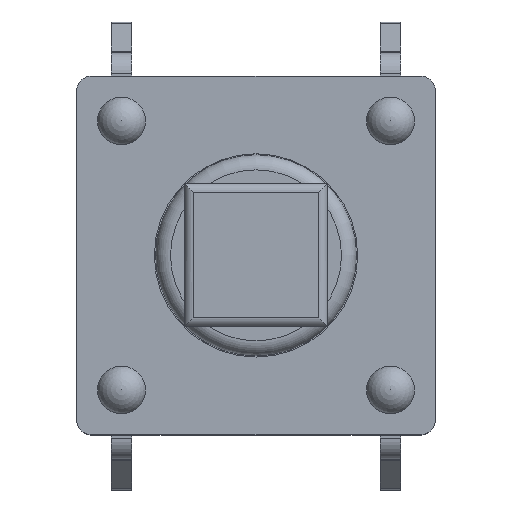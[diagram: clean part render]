
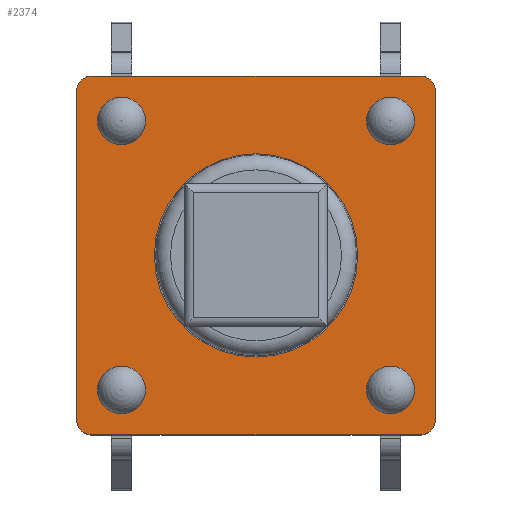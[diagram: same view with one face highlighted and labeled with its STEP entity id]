
A CAD part, top view. The second image highlights one B-rep face of the part: STEP entity #2374.
In plain terms, the highlighted planar face has unit normal (0, 0, 1).
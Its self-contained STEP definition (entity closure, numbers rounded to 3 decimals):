
#2108=CARTESIAN_POINT('',(0.25,-6.0,3.6));
#2109=VERTEX_POINT('',#2108);
#2116=CARTESIAN_POINT('',(0.,-5.75,3.6));
#2117=VERTEX_POINT('',#2116);
#2118=CARTESIAN_POINT('',(0.25,-5.75,3.6));
#2119=DIRECTION('',(0.0,0.0,1.0));
#2120=DIRECTION('',(1.0,0.0,-0.0));
#2121=AXIS2_PLACEMENT_3D('',#2118,#2119,#2120);
#2122=CIRCLE('',#2121,0.25);
#2123=EDGE_CURVE('',#2117,#2109,#2122,.T.);
#2147=CARTESIAN_POINT('',(5.75,-6.0,3.6));
#2148=VERTEX_POINT('',#2147);
#2155=CARTESIAN_POINT('',(0.25,-6.0,3.6));
#2156=DIRECTION('',(1.0,0.0,-0.0));
#2157=VECTOR('',#2156,5.5);
#2158=LINE('',#2155,#2157);
#2159=EDGE_CURVE('',#2109,#2148,#2158,.T.);
#2179=CARTESIAN_POINT('',(6.0,-5.75,3.6));
#2180=VERTEX_POINT('',#2179);
#2187=CARTESIAN_POINT('',(5.75,-5.75,3.6));
#2188=DIRECTION('',(0.0,0.0,1.0));
#2189=DIRECTION('',(1.0,0.0,-0.0));
#2190=AXIS2_PLACEMENT_3D('',#2187,#2188,#2189);
#2191=CIRCLE('',#2190,0.25);
#2192=EDGE_CURVE('',#2148,#2180,#2191,.T.);
#2211=CARTESIAN_POINT('',(6.0,-0.25,3.6));
#2212=VERTEX_POINT('',#2211);
#2219=CARTESIAN_POINT('',(6.0,-5.75,3.6));
#2220=DIRECTION('',(0.,1.0,0.0));
#2221=VECTOR('',#2220,5.5);
#2222=LINE('',#2219,#2221);
#2223=EDGE_CURVE('',#2180,#2212,#2222,.T.);
#2243=CARTESIAN_POINT('',(5.75,0.0,3.6));
#2244=VERTEX_POINT('',#2243);
#2251=CARTESIAN_POINT('',(5.75,-0.25,3.6));
#2252=DIRECTION('',(0.0,0.0,1.0));
#2253=DIRECTION('',(1.0,0.0,-0.0));
#2254=AXIS2_PLACEMENT_3D('',#2251,#2252,#2253);
#2255=CIRCLE('',#2254,0.25);
#2256=EDGE_CURVE('',#2212,#2244,#2255,.T.);
#2275=CARTESIAN_POINT('',(0.25,0.,3.6));
#2276=VERTEX_POINT('',#2275);
#2283=CARTESIAN_POINT('',(5.75,0.0,3.6));
#2284=DIRECTION('',(-1.0,0.0,0.0));
#2285=VECTOR('',#2284,5.5);
#2286=LINE('',#2283,#2285);
#2287=EDGE_CURVE('',#2244,#2276,#2286,.T.);
#2307=CARTESIAN_POINT('',(0.0,-0.25,3.6));
#2308=VERTEX_POINT('',#2307);
#2315=CARTESIAN_POINT('',(0.25,-0.25,3.6));
#2316=DIRECTION('',(0.0,0.0,1.0));
#2317=DIRECTION('',(-1.0,0.0,0.0));
#2318=AXIS2_PLACEMENT_3D('',#2315,#2316,#2317);
#2319=CIRCLE('',#2318,0.25);
#2320=EDGE_CURVE('',#2276,#2308,#2319,.T.);
#2338=CARTESIAN_POINT('',(0.0,-0.25,3.6));
#2339=DIRECTION('',(0.,-1.0,0.0));
#2340=VECTOR('',#2339,5.5);
#2341=LINE('',#2338,#2340);
#2342=EDGE_CURVE('',#2308,#2117,#2341,.T.);
#2348=CARTESIAN_POINT('',(0.25,-5.75,3.6));
#2349=DIRECTION('',(0.0,0.0,1.0));
#2350=DIRECTION('',(1.0,0.0,-0.0));
#2351=AXIS2_PLACEMENT_3D('',#2348,#2349,#2350);
#2352=PLANE('',#2351);
#2353=CARTESIAN_POINT('',(3.0,-4.7,3.6));
#2354=VERTEX_POINT('',#2353);
#2355=CARTESIAN_POINT('',(3.0,-3.0,3.6));
#2356=DIRECTION('',(0.0,0.,1.0));
#2357=DIRECTION('',(0.0,-1.0,0.));
#2358=AXIS2_PLACEMENT_3D('',#2355,#2356,#2357);
#2359=CIRCLE('',#2358,1.7);
#2360=EDGE_CURVE('',#2354,#2354,#2359,.T.);
#2361=ORIENTED_EDGE('',*,*,#2360,.F.);
#2362=EDGE_LOOP('',(#2361));
#2363=FACE_BOUND('',#2362,.T.);
#2364=ORIENTED_EDGE('',*,*,#2123,.T.);
#2365=ORIENTED_EDGE('',*,*,#2159,.T.);
#2366=ORIENTED_EDGE('',*,*,#2192,.T.);
#2367=ORIENTED_EDGE('',*,*,#2223,.T.);
#2368=ORIENTED_EDGE('',*,*,#2256,.T.);
#2369=ORIENTED_EDGE('',*,*,#2287,.T.);
#2370=ORIENTED_EDGE('',*,*,#2320,.T.);
#2371=ORIENTED_EDGE('',*,*,#2342,.T.);
#2372=EDGE_LOOP('',(#2364,#2365,#2366,#2367,#2368,#2369,#2370,#2371));
#2373=FACE_BOUND('',#2372,.T.);
#2374=ADVANCED_FACE('',(#2363,#2373),#2352,.T.);
